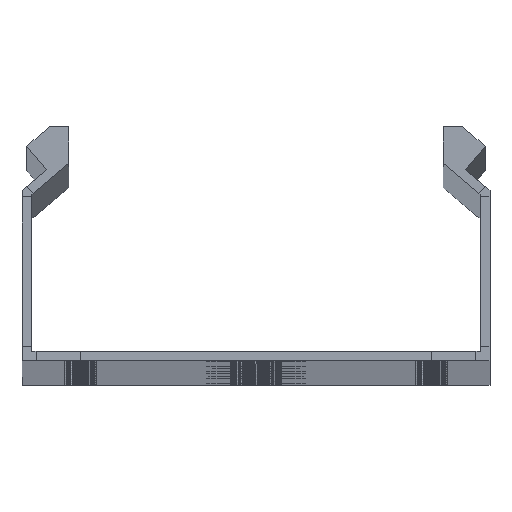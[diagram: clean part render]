
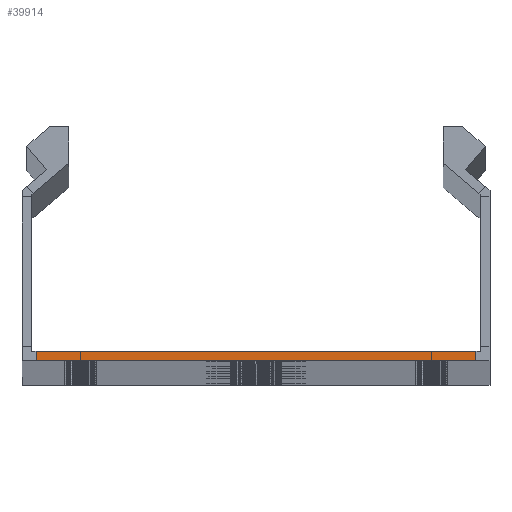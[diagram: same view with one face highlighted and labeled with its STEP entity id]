
A CAD part, top view. The second image highlights one B-rep face of the part: STEP entity #39914.
In plain terms, the highlighted planar face has unit normal (0, 0, 1).
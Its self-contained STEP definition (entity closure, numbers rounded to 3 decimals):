
#75 = CARTESIAN_POINT ( 'NONE',  ( -47., 2., 1500. ) ) ;
#2229 = CARTESIAN_POINT ( 'NONE',  ( -47., 0., 1500. ) ) ;
#3050 = ORIENTED_EDGE ( 'NONE', *, *, #19292, .T. ) ;
#4064 = DIRECTION ( 'NONE',  ( 0., 1., 0. ) ) ;
#4490 = CARTESIAN_POINT ( 'NONE',  ( 47., 2., 1500. ) ) ;
#4992 = ORIENTED_EDGE ( 'NONE', *, *, #11619, .T. ) ;
#7303 = DIRECTION ( 'NONE',  ( 0., -1., 0. ) ) ;
#8768 = DIRECTION ( 'NONE',  ( 0., 0., 1. ) ) ;
#10701 = FACE_OUTER_BOUND ( 'NONE', #40943, .T. ) ;
#11619 = EDGE_CURVE ( 'NONE', #17066, #23023, #29763, .T. ) ;
#11748 = CARTESIAN_POINT ( 'NONE',  ( -50., 0., 1500. ) ) ;
#12001 = LINE ( 'NONE', #11748, #19346 ) ;
#12072 = CARTESIAN_POINT ( 'NONE',  ( -50., 2., 1500. ) ) ;
#12236 = VECTOR ( 'NONE', #7303, 1000. ) ;
#12485 = ORIENTED_EDGE ( 'NONE', *, *, #23815, .F. ) ;
#13301 = VERTEX_POINT ( 'NONE', #4490 ) ;
#15576 = CARTESIAN_POINT ( 'NONE',  ( 48., 3., 1500. ) ) ;
#16069 = CARTESIAN_POINT ( 'NONE',  ( -47., 2., 1500. ) ) ;
#17066 = VERTEX_POINT ( 'NONE', #16069 ) ;
#19292 = EDGE_CURVE ( 'NONE', #13301, #17066, #29574, .T. ) ;
#19346 = VECTOR ( 'NONE', #33483, 1000. ) ;
#22162 = DIRECTION ( 'NONE',  ( -1., 0., 0. ) ) ;
#22956 = LINE ( 'NONE', #32724, #34179 ) ;
#23023 = VERTEX_POINT ( 'NONE', #2229 ) ;
#23815 = EDGE_CURVE ( 'NONE', #27283, #23023, #12001, .T. ) ;
#26385 = EDGE_CURVE ( 'NONE', #27283, #13301, #22956, .T. ) ;
#27283 = VERTEX_POINT ( 'NONE', #44247 ) ;
#27676 = DIRECTION ( 'NONE',  ( 1., 0., 0. ) ) ;
#29463 = AXIS2_PLACEMENT_3D ( 'NONE', #15576, #8768, #27676 ) ;
#29574 = LINE ( 'NONE', #12072, #30113 ) ;
#29763 = LINE ( 'NONE', #75, #12236 ) ;
#30113 = VECTOR ( 'NONE', #22162, 1000. ) ;
#32373 = ORIENTED_EDGE ( 'NONE', *, *, #26385, .T. ) ;
#32724 = CARTESIAN_POINT ( 'NONE',  ( 47., 0., 1500. ) ) ;
#33483 = DIRECTION ( 'NONE',  ( -1., 0., 0. ) ) ;
#34179 = VECTOR ( 'NONE', #4064, 1000. ) ;
#39914 = ADVANCED_FACE ( 'NONE', ( #10701 ), #44277, .T. ) ;
#40943 = EDGE_LOOP ( 'NONE', ( #12485, #32373, #3050, #4992 ) ) ;
#44247 = CARTESIAN_POINT ( 'NONE',  ( 47., 0., 1500. ) ) ;
#44277 = PLANE ( 'NONE',  #29463 ) ;
